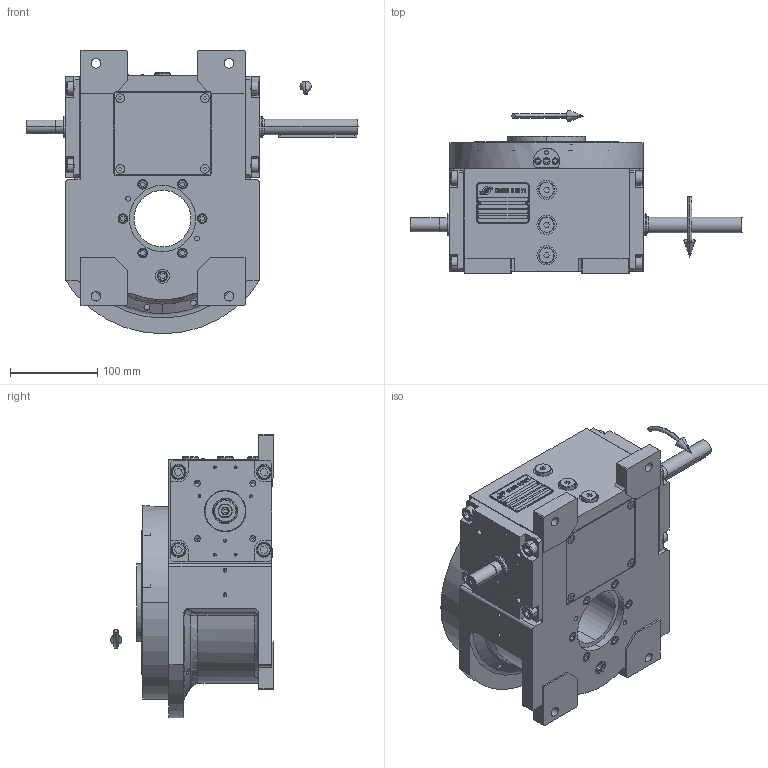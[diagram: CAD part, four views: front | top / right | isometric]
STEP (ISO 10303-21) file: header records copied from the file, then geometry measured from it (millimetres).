
FILE_DESCRIPTION (( 'STEP AP203' ), '1' );
FILE_NAME ('PC5200450.step', '2024-07-05T14:59:52', ( '' ), ( '' ), 'SwSTEP 2.0', 'SolidWorks 2020', '' );
FILE_SCHEMA (( 'CONFIG_CONTROL_DESIGN' ));
Length unit declared in the file: millimetre
Products named in the file (78): cfn2128_19_002; cfn2000_01_103; freccia_angolare; AS_rig06_016; cfn2128_04_004; cfn2003_01_054; CFN2356_03_047.stp; cfn2476_01_002_60x46; cfn2151_01_290; rig06_071_08_m_n_02_asm.stp; cfn2000_01_124; cfn2002_01_008; AS_900_38_30_003; rig06_002_bl_002; CFN2104_02_017.stp; AS_cfn2476_01_002_60x46; rig06_004; AS_rig06_071_8_m_n_02; cfn2205_01_013; 900_38_30_003; cfn2151_01_170; rig06_001_a_s_003; cfn2151_01_109; AS_rig06_002_bl_002; cfn2155_01_200; CFN2000_01_185.stp; CFN2223_01-570X6-B.stp; rig06_007_master; RIG06_021_AF0.stp; cfn2077_01_018; AS_rig06_004_s_001; rig06_003_8_002; freccia_angolare_albero; CFN2010_01_012.stp; cfn2115_02_068; rig06_004_s_001; rig06_005_n_01; rig06_016; cfn2155_01_303; CFN2010_02_002.stp ...
Assembly tree (72 placements, depth 5):
  CFN2356_03_047.stp
  cfn2151_01_290
  cfn2205_01_013
  cfn2151_01_109
  CFN2223_01-570X6-B.stp
Bounding box: 380.5 x 187 x 325 mm (x, y, z)
Volume: 2330271.2 mm3; surface area: 758288.4 mm2
Topology: 64 solids, 64 shells, 1987 faces, 4924 edges, 3157 vertices
Faces by surface type: plane 1024, cylinder 636, cone 301, bspline 10, torus 10, sphere 6
Entity records: 66918 total; most frequent: CARTESIAN_POINT 13604, DIRECTION 9527, ORIENTED_EDGE 9128, EDGE_CURVE 4564, AXIS2_PLACEMENT_3D 3269, LINE 2989, VECTOR 2989, VERTEX_POINT 2976
